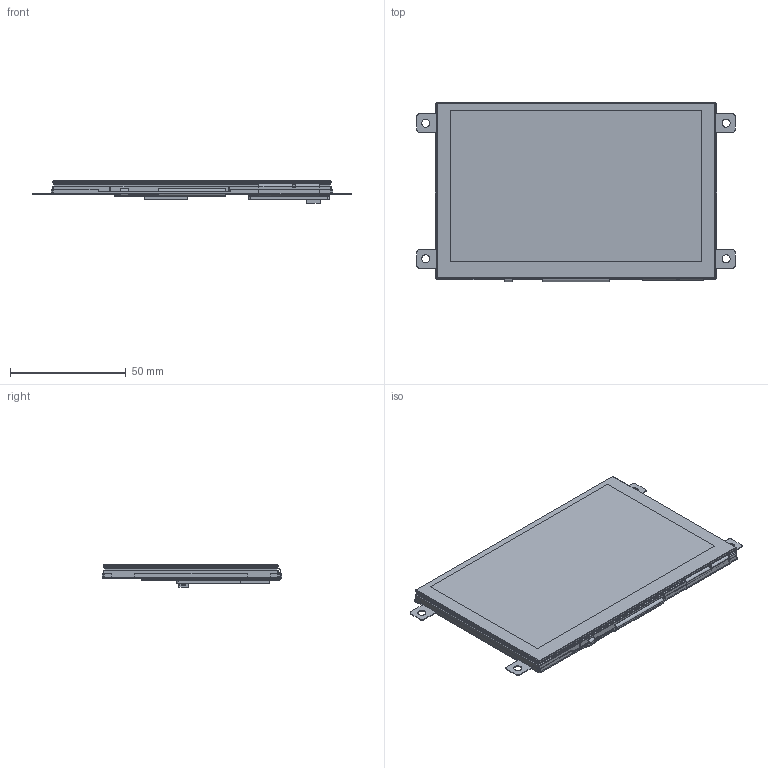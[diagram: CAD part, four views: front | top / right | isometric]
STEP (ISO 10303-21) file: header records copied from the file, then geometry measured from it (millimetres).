
FILE_DESCRIPTION(/* description */ (''),/* implementation_level */ '2;1');
FILE_NAME(/* name */ 'RVT50HQTFWCA0_Rev.1.0.stp',/* time_stamp */ '2021-09-01T14:07:16+02:00',/* author */ ('Mateusz Natywa'),/* organization */ (''),/* preprocessor_version */ 'ST-DEVELOPER v17',/* originating_system */ 'Autodesk Inventor 2019',/* authorisation */ '');
FILE_SCHEMA (('CONFIG_CONTROL_DESIGN'));
Length unit declared in the file: millimetre
Products named in the file (13): RVT50HQTNWC00_Rev.1.0; TFT; DISP; FPC; Assembly1; CG; SCA; SENSOR; FPC_1; DST_2; FRAME; ebe00004; DST
Assembly tree (12 placements, depth 3):
  RVT50HQTNWC00_Rev.1.0
    TFT
      DISP
      FPC
    Assembly1
      CG
      SCA
      SENSOR
      FPC_1
      DST_2
    FRAME
      ebe00004
      DST
Bounding box: 137.5 x 77.47 x 9.91 mm (x, y, z)
Volume: 50489.1 mm3; surface area: 120508.6 mm2
Topology: 10 solids, 10 shells, 514 faces, 1434 edges, 944 vertices
Faces by surface type: plane 432, cylinder 64, cone 8, bspline 6, sphere 4
Full cylindrical faces by diameter (mm): 3.5 x4
Entity records: 17030 total; most frequent: CARTESIAN_POINT 3083, ORIENTED_EDGE 2868, DIRECTION 2632, EDGE_CURVE 1434, LINE 1278, VECTOR 1278, VERTEX_POINT 944, AXIS2_PLACEMENT_3D 677
